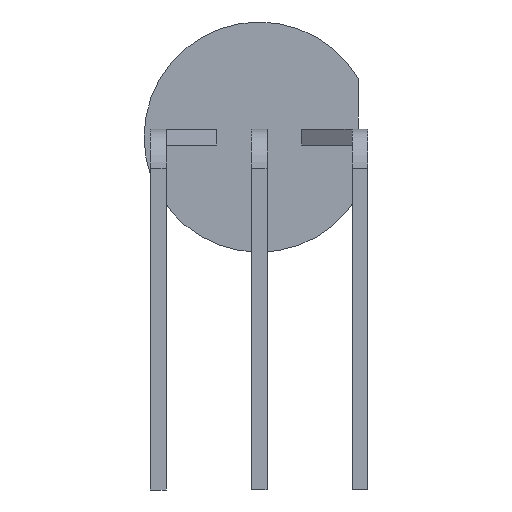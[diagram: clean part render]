
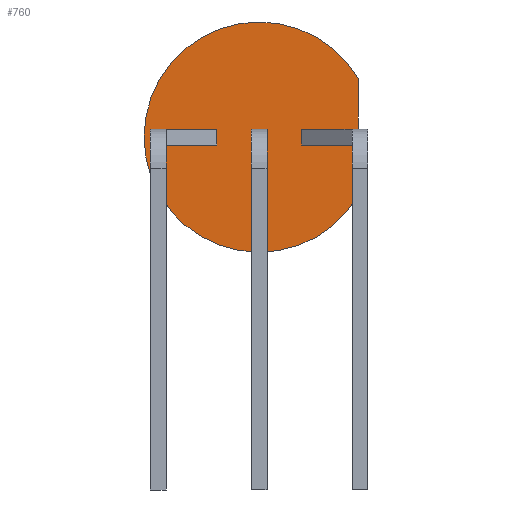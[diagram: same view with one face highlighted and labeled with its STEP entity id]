
A CAD part, front view. The second image highlights one B-rep face of the part: STEP entity #760.
In plain terms, the highlighted planar face has unit normal (0, -1, 0).
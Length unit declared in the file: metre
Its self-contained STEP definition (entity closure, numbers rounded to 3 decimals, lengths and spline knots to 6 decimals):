
#51=CIRCLE('',#864,0.0029);
#175=ORIENTED_EDGE('',*,*,#317,.F.);
#176=ORIENTED_EDGE('',*,*,#310,.F.);
#177=ORIENTED_EDGE('',*,*,#314,.T.);
#178=ORIENTED_EDGE('',*,*,#316,.F.);
#179=ORIENTED_EDGE('',*,*,#333,.F.);
#180=ORIENTED_EDGE('',*,*,#322,.T.);
#181=ORIENTED_EDGE('',*,*,#329,.F.);
#182=ORIENTED_EDGE('',*,*,#330,.F.);
#183=ORIENTED_EDGE('',*,*,#348,.F.);
#184=ORIENTED_EDGE('',*,*,#339,.T.);
#185=ORIENTED_EDGE('',*,*,#344,.F.);
#186=ORIENTED_EDGE('',*,*,#347,.F.);
#187=ORIENTED_EDGE('',*,*,#349,.F.);
#188=ORIENTED_EDGE('',*,*,#350,.T.);
#310=EDGE_CURVE('',#410,#411,#477,.T.);
#314=EDGE_CURVE('',#410,#412,#481,.T.);
#316=EDGE_CURVE('',#413,#412,#483,.T.);
#317=EDGE_CURVE('',#411,#413,#484,.T.);
#322=EDGE_CURVE('',#414,#417,#489,.T.);
#329=EDGE_CURVE('',#423,#417,#494,.T.);
#330=EDGE_CURVE('',#424,#423,#495,.T.);
#333=EDGE_CURVE('',#414,#424,#498,.T.);
#339=EDGE_CURVE('',#430,#431,#502,.T.);
#344=EDGE_CURVE('',#432,#431,#507,.T.);
#347=EDGE_CURVE('',#433,#432,#510,.T.);
#348=EDGE_CURVE('',#430,#433,#511,.T.);
#349=EDGE_CURVE('',#434,#435,#51,.T.);
#350=EDGE_CURVE('',#434,#435,#512,.T.);
#410=VERTEX_POINT('',#1188);
#411=VERTEX_POINT('',#1190);
#412=VERTEX_POINT('',#1195);
#413=VERTEX_POINT('',#1199);
#414=VERTEX_POINT('',#1206);
#417=VERTEX_POINT('',#1211);
#423=VERTEX_POINT('',#1225);
#424=VERTEX_POINT('',#1229);
#430=VERTEX_POINT('',#1246);
#431=VERTEX_POINT('',#1247);
#432=VERTEX_POINT('',#1253);
#433=VERTEX_POINT('',#1258);
#434=VERTEX_POINT('',#1264);
#435=VERTEX_POINT('',#1265);
#477=LINE('',#1189,#566);
#481=LINE('',#1196,#570);
#483=LINE('',#1200,#572);
#484=LINE('',#1202,#573);
#489=LINE('',#1212,#578);
#494=LINE('',#1226,#583);
#495=LINE('',#1228,#584);
#498=LINE('',#1234,#587);
#502=LINE('',#1245,#591);
#507=LINE('',#1254,#596);
#510=LINE('',#1259,#599);
#511=LINE('',#1261,#600);
#512=LINE('',#1266,#601);
#566=VECTOR('',#961,1.);
#570=VECTOR('',#967,1.);
#572=VECTOR('',#971,1.);
#573=VECTOR('',#974,1.);
#578=VECTOR('',#981,1.);
#583=VECTOR('',#992,1.);
#584=VECTOR('',#995,1.);
#587=VECTOR('',#1000,1.);
#591=VECTOR('',#1010,1.);
#596=VECTOR('',#1017,1.);
#599=VECTOR('',#1022,1.);
#600=VECTOR('',#1025,1.);
#601=VECTOR('',#1030,1.);
#638=EDGE_LOOP('',(#175,#176,#177,#178));
#639=EDGE_LOOP('',(#179,#180,#181,#182));
#640=EDGE_LOOP('',(#183,#184,#185,#186));
#641=EDGE_LOOP('',(#187,#188));
#683=FACE_BOUND('',#638,.T.);
#684=FACE_BOUND('',#639,.T.);
#685=FACE_BOUND('',#640,.T.);
#686=FACE_BOUND('',#641,.T.);
#728=PLANE('',#863);
#760=ADVANCED_FACE('',(#683,#684,#685,#686),#728,.T.);
#863=AXIS2_PLACEMENT_3D('',#1262,#1026,#1027);
#864=AXIS2_PLACEMENT_3D('',#1263,#1028,#1029);
#961=DIRECTION('',(0.,0.,-1.));
#967=DIRECTION('',(1.,0.,0.));
#971=DIRECTION('',(0.,0.,1.));
#974=DIRECTION('',(1.,0.,0.));
#981=DIRECTION('',(1.,0.,0.));
#992=DIRECTION('',(0.,0.,1.));
#995=DIRECTION('',(1.,0.,0.));
#1000=DIRECTION('',(0.,0.,-1.));
#1010=DIRECTION('',(1.,0.,0.));
#1017=DIRECTION('',(0.,0.,1.));
#1022=DIRECTION('',(1.,0.,0.));
#1025=DIRECTION('',(0.,0.,-1.));
#1026=DIRECTION('',(0.,-1.,0.));
#1027=DIRECTION('',(1.,0.,0.));
#1028=DIRECTION('',(0.,1.,0.));
#1029=DIRECTION('',(-1.,0.,0.));
#1030=DIRECTION('',(0.,0.,1.));
#1188=CARTESIAN_POINT('',(-0.00147,0.0002,0.00655));
#1189=CARTESIAN_POINT('',(-0.00147,0.0002,0.005715));
#1190=CARTESIAN_POINT('',(-0.00147,0.0002,0.00615));
#1195=CARTESIAN_POINT('',(-0.00107,0.0002,0.00655));
#1196=CARTESIAN_POINT('',(0.0025,0.0002,0.00655));
#1199=CARTESIAN_POINT('',(-0.00107,0.0002,0.00615));
#1200=CARTESIAN_POINT('',(-0.00107,0.0002,0.005715));
#1202=CARTESIAN_POINT('',(0.00147,0.0002,0.00615));
#1206=CARTESIAN_POINT('',(-0.0002,0.0002,0.00655));
#1211=CARTESIAN_POINT('',(0.0002,0.0002,0.00655));
#1212=CARTESIAN_POINT('',(0.0025,0.0002,0.00655));
#1225=CARTESIAN_POINT('',(0.0002,0.0002,0.00615));
#1226=CARTESIAN_POINT('',(0.0002,0.0002,0.005715));
#1228=CARTESIAN_POINT('',(0.00147,0.0002,0.00615));
#1229=CARTESIAN_POINT('',(-0.0002,0.0002,0.00615));
#1234=CARTESIAN_POINT('',(-0.0002,0.0002,0.005715));
#1245=CARTESIAN_POINT('',(0.001985,0.0002,0.00655));
#1246=CARTESIAN_POINT('',(0.00107,0.0002,0.00655));
#1247=CARTESIAN_POINT('',(0.00147,0.0002,0.00655));
#1253=CARTESIAN_POINT('',(0.00147,0.0002,0.00615));
#1254=CARTESIAN_POINT('',(0.00147,0.0002,0.005715));
#1258=CARTESIAN_POINT('',(0.00107,0.0002,0.00615));
#1259=CARTESIAN_POINT('',(0.001985,0.0002,0.00615));
#1261=CARTESIAN_POINT('',(0.00107,0.0002,0.005715));
#1262=CARTESIAN_POINT('',(0.0025,0.0002,0.00488));
#1263=CARTESIAN_POINT('',(0.,0.0002,0.00635));
#1264=CARTESIAN_POINT('',(0.0025,0.0002,0.00488));
#1265=CARTESIAN_POINT('',(0.0025,0.0002,0.007819));
#1266=CARTESIAN_POINT('',(0.0025,0.0002,0.00488));
